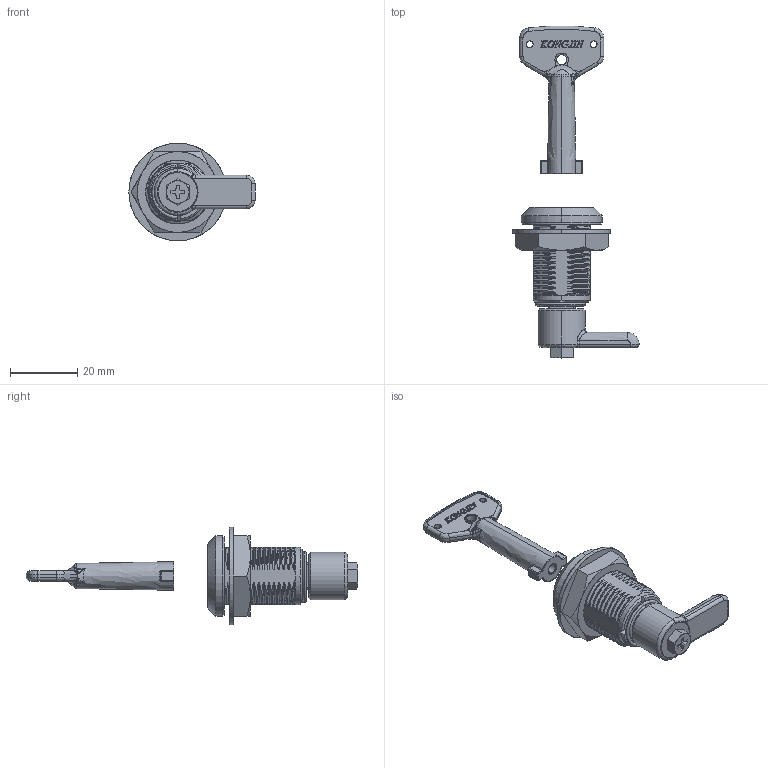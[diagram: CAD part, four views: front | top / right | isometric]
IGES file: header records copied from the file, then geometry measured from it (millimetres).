
Start section: SolidWorks IGES file using analytic representation for surfaces
Global section: file name: KC-109K.IGS; native system: SolidWorks 2020; preprocessor: SolidWorks 2020; author: anubh; date: 220105.172312; units: millimetre
Bounding box: 37.5 x 98.63 x 29 mm (x, y, z)
Surface area: 9768.2 mm2 (no closed solid volume)
Topology: 0 solids, 0 shells, 776 faces, 7324 edges, 7306 vertices
Faces by surface type: bspline 570, revolution 206
